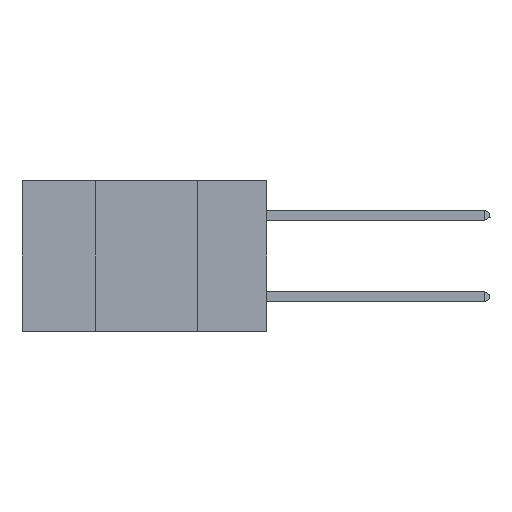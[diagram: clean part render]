
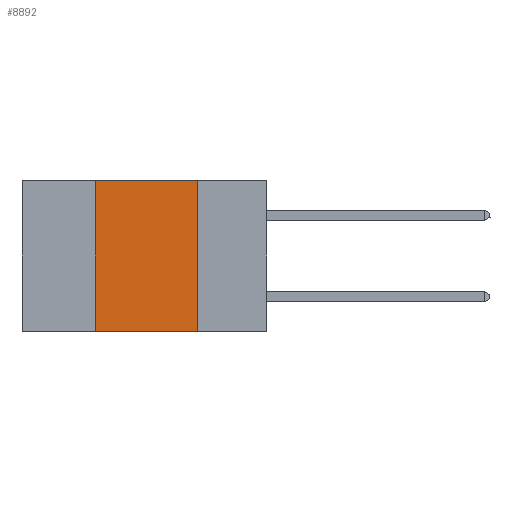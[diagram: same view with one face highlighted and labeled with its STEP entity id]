
A CAD part, left-side view. The second image highlights one B-rep face of the part: STEP entity #8892.
In plain terms, the highlighted planar face has unit normal (-1, 0, 0).
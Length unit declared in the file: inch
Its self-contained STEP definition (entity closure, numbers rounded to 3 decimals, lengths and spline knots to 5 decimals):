
#319 = DIRECTION ( 'NONE',  ( 1., 0., 0. ) ) ;
#395 = CARTESIAN_POINT ( 'NONE',  ( 0., 0.42, 0. ) ) ;
#614 = CARTESIAN_POINT ( 'NONE',  ( 0., 0.17, -0.37 ) ) ;
#1830 = VERTEX_POINT ( 'NONE', #9095 ) ;
#1893 = ORIENTED_EDGE ( 'NONE', *, *, #9727, .T. ) ;
#2105 = EDGE_LOOP ( 'NONE', ( #10949, #6901, #11593, #1893 ) ) ;
#3072 = CARTESIAN_POINT ( 'NONE',  ( 0., 0.17, 0. ) ) ;
#3374 = CARTESIAN_POINT ( 'NONE',  ( 0., 0.6, 0. ) ) ;
#3571 = DIRECTION ( 'NONE',  ( 0., 0., -1. ) ) ;
#3706 = EDGE_CURVE ( 'NONE', #1830, #10390, #12053, .T. ) ;
#5485 = CARTESIAN_POINT ( 'NONE',  ( 0., 0.6, -0.37 ) ) ;
#5622 = EDGE_CURVE ( 'NONE', #13172, #5765, #12362, .T. ) ;
#5721 = CARTESIAN_POINT ( 'NONE',  ( 0., 0.42, 0. ) ) ;
#5765 = VERTEX_POINT ( 'NONE', #614 ) ;
#5964 = DIRECTION ( 'NONE',  ( 0., -1., 0. ) ) ;
#6166 = LINE ( 'NONE', #10343, #8719 ) ;
#6384 = AXIS2_PLACEMENT_3D ( 'NONE', #3374, #319, #3571 ) ;
#6561 = DIRECTION ( 'NONE',  ( 0., -1., 0. ) ) ;
#6901 = ORIENTED_EDGE ( 'NONE', *, *, #6934, .F. ) ;
#6934 = EDGE_CURVE ( 'NONE', #10390, #13172, #6166, .T. ) ;
#7177 = DIRECTION ( 'NONE',  ( 0., 0., -1. ) ) ;
#7473 = PLANE ( 'NONE',  #6384 ) ;
#8072 = VECTOR ( 'NONE', #11986, 39.37008 ) ;
#8658 = VECTOR ( 'NONE', #6561, 39.37008 ) ;
#8719 = VECTOR ( 'NONE', #5964, 39.37008 ) ;
#8892 = ADVANCED_FACE ( 'NONE', ( #10765 ), #7473, .F. ) ;
#9095 = CARTESIAN_POINT ( 'NONE',  ( 0., 0.42, -0.37 ) ) ;
#9727 = EDGE_CURVE ( 'NONE', #1830, #5765, #10537, .T. ) ;
#10163 = CARTESIAN_POINT ( 'NONE',  ( 0., 0.17, 0. ) ) ;
#10343 = CARTESIAN_POINT ( 'NONE',  ( 0., 0.6, 0. ) ) ;
#10390 = VERTEX_POINT ( 'NONE', #395 ) ;
#10537 = LINE ( 'NONE', #5485, #8658 ) ;
#10765 = FACE_OUTER_BOUND ( 'NONE', #2105, .T. ) ;
#10949 = ORIENTED_EDGE ( 'NONE', *, *, #5622, .F. ) ;
#11593 = ORIENTED_EDGE ( 'NONE', *, *, #3706, .F. ) ;
#11986 = DIRECTION ( 'NONE',  ( 0., 0., 1. ) ) ;
#12053 = LINE ( 'NONE', #5721, #8072 ) ;
#12054 = VECTOR ( 'NONE', #7177, 39.37008 ) ;
#12362 = LINE ( 'NONE', #3072, #12054 ) ;
#13172 = VERTEX_POINT ( 'NONE', #10163 ) ;
